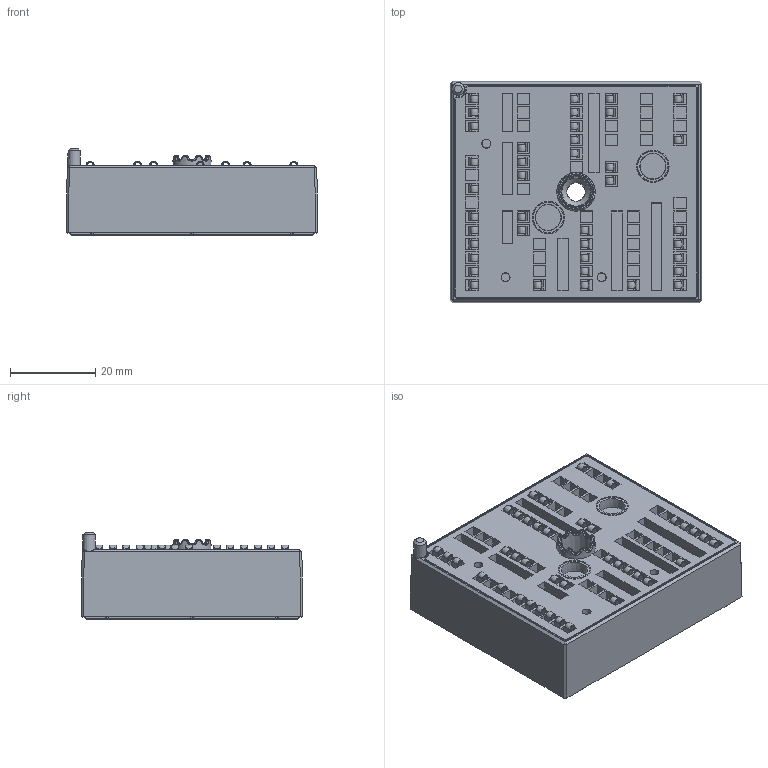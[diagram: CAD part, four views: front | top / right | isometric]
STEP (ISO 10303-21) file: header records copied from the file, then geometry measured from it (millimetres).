
FILE_DESCRIPTION(/* description */ ('Unknown'),/* implementation_level */ '2;1');
FILE_NAME(/* name */ 'MiniSkiiP2-K230(390)-01-OL',/* time_stamp */ '2016-06-24T09:51:48+02:00',/* author */ ('Unknown'),/* organization */ ('Unknown'),/* preprocessor_version */ 'ST-DEVELOPER v16',/* originating_system */ 'DEX',/* authorisation */ $);
FILE_SCHEMA (('AUTOMOTIVE_DESIGN {1 0 10303 214 3 1 1}'));
Products named in the file (1): MiniSkiiP2-K230-01-OL
Bounding box: 58.99 x 51.99 x 20.29 mm (x, y, z)
Volume: 46740.2 mm3; surface area: 14497.3 mm2
Topology: 1 solids, 4 shells, 1580 faces, 4275 edges, 2512 vertices
Faces by surface type: plane 989, bspline 400, cylinder 116, torus 61, cone 14
Full cylindrical faces by diameter (mm): 3 x2, 5 x2, 5.5 x1, 6.2 x1, 6.8 x1, 7.5 x1, 7.8 x1, 8 x1
Entity records: 64499 total; most frequent: CARTESIAN_POINT 18843, ORIENTED_EDGE 7844, DIRECTION 5751, EDGE_CURVE 3922, LINE 2537, VECTOR 2537, VERTEX_POINT 2495, EDGE_LOOP 1735
